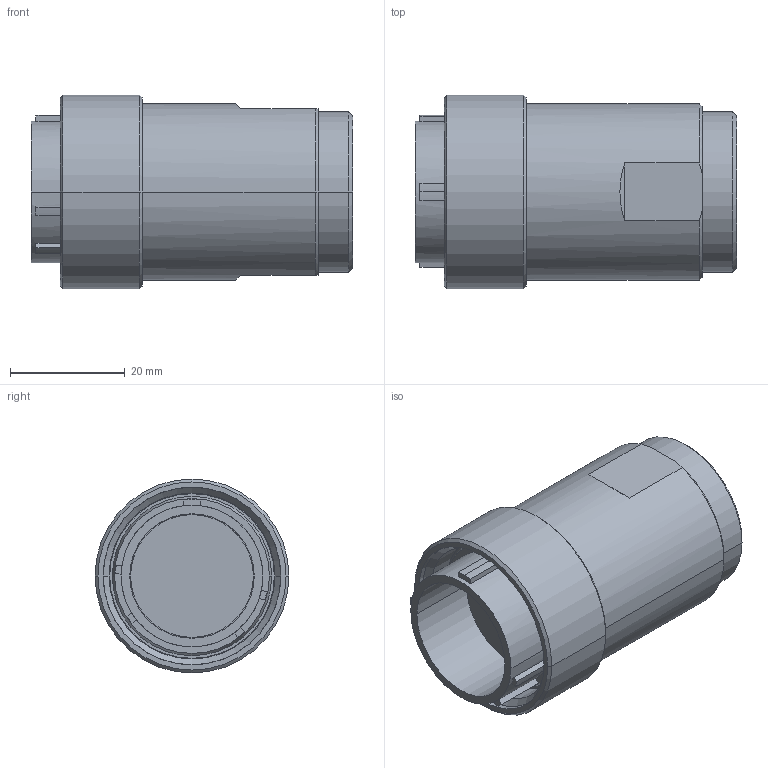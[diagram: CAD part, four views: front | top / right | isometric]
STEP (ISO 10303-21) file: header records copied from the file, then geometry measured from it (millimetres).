
FILE_DESCRIPTION(('CoCreate Modeling STEP Export'),'2;1');
FILE_NAME('JR25WP-16P.stp','2012-10-23T15:14:42',(''),(''),'CoCreate Modeling STEP processor for AP214 (Solid Model)','CoCreate Modeling 17.0 01-Apr-2010 (C) Parametric Technology GmbH','');
FILE_SCHEMA(('AUTOMOTIVE_DESIGN { 1 0 10303 214 1 1 1 1 }'));
Length unit declared in the file: millimetre
Products named in the file (1): JR25WP-16P
Bounding box: 56 x 33.8 x 33.8 mm (x, y, z)
Volume: 30996.6 mm3; surface area: 11458.9 mm2
Topology: 1 solids, 1 shells, 87 faces, 200 edges, 129 vertices
Faces by surface type: plane 35, cylinder 34, cone 18
Entity records: 2185 total; most frequent: ORIENTED_EDGE 400, CARTESIAN_POINT 391, DIRECTION 327, EDGE_CURVE 200, VERTEX_POINT 129, AXIS2_PLACEMENT_3D 117, EDGE_LOOP 101, VECTOR 93
